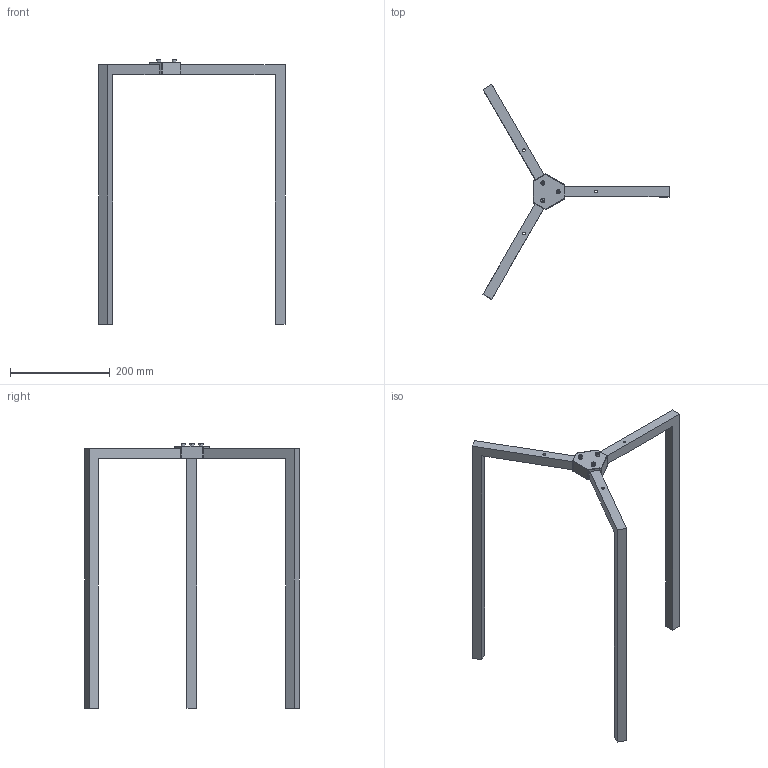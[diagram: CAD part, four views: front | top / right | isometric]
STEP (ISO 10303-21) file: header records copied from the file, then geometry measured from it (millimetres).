
FILE_DESCRIPTION (( 'STEP AP214' ), '1' );
FILE_NAME ('Robot Feet.STEP', '2020-02-08T07:45:27', ( '' ), ( '' ), 'SwSTEP 2.0', 'SolidWorks 2018', '' );
FILE_SCHEMA (( 'AUTOMOTIVE_DESIGN' ));
Length unit declared in the file: millimetre
Products named in the file (4): Robot Feet; ISO 4762 M5 x 8_ISO 4762 M5 x 8; Triangle; Feet
Assembly tree (7 placements, depth 2):
  Robot Feet
    Triangle
    Feet  x3
    ISO 4762 M5 x 8_ISO 4762 M5 x 8  x3
Bounding box: 372.56 x 430 x 530 mm (x, y, z)
Volume: 930988.4 mm3; surface area: 196827.3 mm2
Topology: 7 solids, 7 shells, 194 faces, 447 edges, 267 vertices
Faces by surface type: plane 89, cylinder 61, torus 32, cone 12
Entity records: 3471 total; most frequent: DIRECTION 621, CARTESIAN_POINT 592, ORIENTED_EDGE 538, EDGE_CURVE 269, AXIS2_PLACEMENT_3D 238, VERTEX_POINT 161, LINE 145, VECTOR 145
